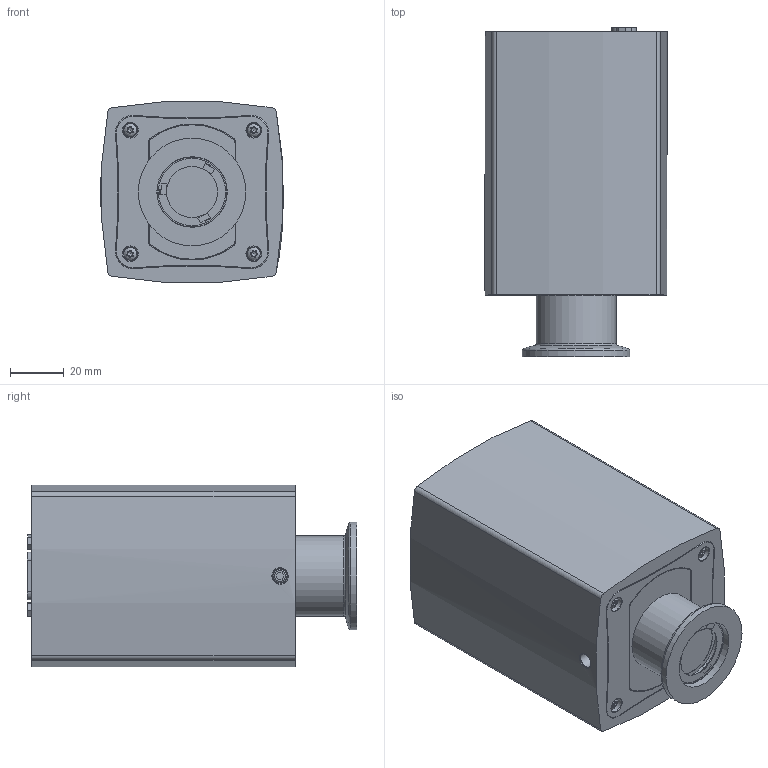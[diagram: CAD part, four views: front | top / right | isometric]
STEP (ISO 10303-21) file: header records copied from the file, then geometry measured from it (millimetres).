
FILE_DESCRIPTION(/* description */ (''),/* implementation_level */ '2;1');
FILE_NAME(/* name */ '315-799_Homepage.stp',/* time_stamp */ '2022-07-05T13:42:02+02:00',/* author */ ('mich010'),/* organization */ (''),/* preprocessor_version */ 'ST-DEVELOPER v18.1',/* originating_system */ 'Autodesk Inventor 2021',/* authorisation */ '');
FILE_SCHEMA (('AUTOMOTIVE_DESIGN { 1 0 10303 214 3 1 1 }'));
Length unit declared in the file: millimetre
Products named in the file (1): Bauteil102
Bounding box: 67.96 x 122.74 x 67.42 mm (x, y, z)
Volume: 450453.7 mm3; surface area: 76723.1 mm2
Topology: 45 solids, 48 shells, 2058 faces, 5359 edges, 3496 vertices
Faces by surface type: plane 1263, cylinder 470, cone 155, bspline 124, torus 32, sphere 14
Full cylindrical faces by diameter (mm): 2.05 x8, 2.156 x2, 2.5 x8, 2.6 x5, 2.7 x8, 2.845 x2, 2.9 x8, 3 x4, 3.2 x2, 3.4 x1, 3.7 x2, 4 x2, 4.2 x1, 5 x4, 5.4 x2, 5.5 x6, 6.3 x2, 19 x1, 25 x2, 25.6 x1, 26 x1, 26.2 x1, 26.8 x1, 29.8 x1, 40 x1
Entity records: 77622 total; most frequent: CARTESIAN_POINT 25180, ORIENTED_EDGE 10661, DIRECTION 10084, EDGE_CURVE 5335, VERTEX_POINT 3496, LINE 3396, VECTOR 3396, AXIS2_PLACEMENT_3D 3344
